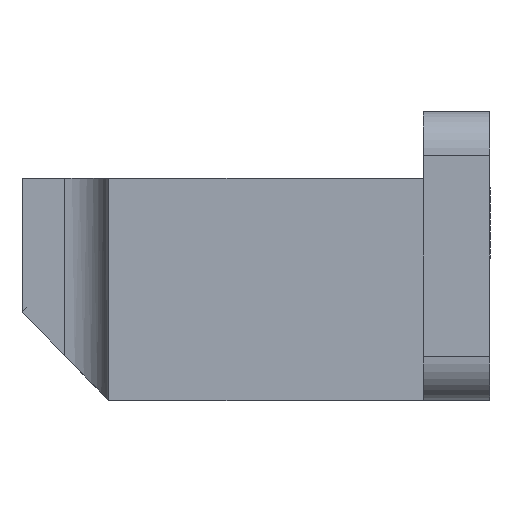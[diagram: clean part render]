
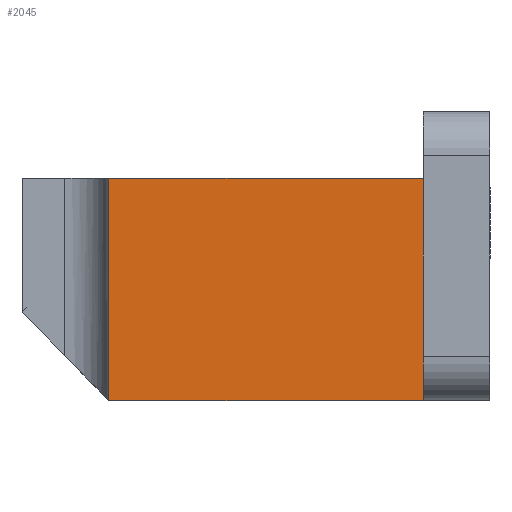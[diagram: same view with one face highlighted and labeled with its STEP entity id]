
A CAD part, left-side view. The second image highlights one B-rep face of the part: STEP entity #2045.
In plain terms, the highlighted planar face has unit normal (-1, 0, 0).
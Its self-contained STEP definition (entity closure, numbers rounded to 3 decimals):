
#50=B_SPLINE_CURVE_WITH_KNOTS('',3,(#3118,#3119,#3120,#3121,#3122,#3123,
#3124,#3125,#3126,#3127,#3128),.UNSPECIFIED.,.F.,.F.,(4,2,3,2,4),(1.347,
1.405,1.529,1.654,1.711),
 .UNSPECIFIED.);
#119=PLANE('',#2252);
#222=FACE_OUTER_BOUND('',#349,.T.);
#349=EDGE_LOOP('',(#1891,#1892,#1893,#1894,#1895,#1896));
#392=LINE('',#2941,#599);
#420=LINE('',#3001,#627);
#457=LINE('',#3138,#664);
#461=LINE('',#3148,#668);
#555=LINE('',#3440,#762);
#599=VECTOR('',#2341,10.);
#627=VECTOR('',#2375,10.);
#664=VECTOR('',#2486,10.);
#668=VECTOR('',#2494,10.);
#762=VECTOR('',#2824,10.);
#878=VERTEX_POINT('',#2938);
#879=VERTEX_POINT('',#2940);
#907=VERTEX_POINT('',#2998);
#908=VERTEX_POINT('',#3000);
#945=VERTEX_POINT('',#3116);
#946=VERTEX_POINT('',#3117);
#1082=EDGE_CURVE('',#879,#878,#392,.T.);
#1112=EDGE_CURVE('',#907,#908,#420,.T.);
#1165=EDGE_CURVE('',#945,#946,#50,.T.);
#1171=EDGE_CURVE('',#878,#945,#457,.T.);
#1177=EDGE_CURVE('',#946,#908,#461,.T.);
#1323=EDGE_CURVE('',#879,#907,#555,.T.);
#1891=ORIENTED_EDGE('',*,*,#1082,.T.);
#1892=ORIENTED_EDGE('',*,*,#1171,.T.);
#1893=ORIENTED_EDGE('',*,*,#1165,.T.);
#1894=ORIENTED_EDGE('',*,*,#1177,.T.);
#1895=ORIENTED_EDGE('',*,*,#1112,.F.);
#1896=ORIENTED_EDGE('',*,*,#1323,.F.);
#2045=ADVANCED_FACE('',(#222),#119,.T.);
#2252=AXIS2_PLACEMENT_3D('',#3444,#2830,#2831);
#2341=DIRECTION('',(0.,-1.,0.));
#2375=DIRECTION('',(0.,-1.,0.));
#2486=DIRECTION('',(0.,0.,1.));
#2494=DIRECTION('',(0.,0.,1.));
#2824=DIRECTION('',(0.,0.,1.));
#2830=DIRECTION('center_axis',(-1.,0.,0.));
#2831=DIRECTION('ref_axis',(0.,-1.,0.));
#2938=CARTESIAN_POINT('',(-19.5,3.,0.));
#2940=CARTESIAN_POINT('',(-19.5,17.1,0.));
#2941=CARTESIAN_POINT('',(-19.5,17.1,0.));
#2998=CARTESIAN_POINT('',(-19.5,17.1,10.));
#3000=CARTESIAN_POINT('',(-19.5,3.,10.));
#3001=CARTESIAN_POINT('',(-19.5,17.1,10.));
#3116=CARTESIAN_POINT('',(-19.5,3.,6.064));
#3117=CARTESIAN_POINT('',(-19.5,3.,9.936));
#3118=CARTESIAN_POINT('Ctrl Pts',(-19.5,3.,6.064));
#3119=CARTESIAN_POINT('Ctrl Pts',(-19.5,3.,6.256));
#3120=CARTESIAN_POINT('Ctrl Pts',(-19.5,2.984,6.487));
#3121=CARTESIAN_POINT('Ctrl Pts',(-19.5,2.927,7.091));
#3122=CARTESIAN_POINT('Ctrl Pts',(-19.5,2.866,7.585));
#3123=CARTESIAN_POINT('Ctrl Pts',(-19.5,2.866,8.));
#3124=CARTESIAN_POINT('Ctrl Pts',(-19.5,2.866,8.415));
#3125=CARTESIAN_POINT('Ctrl Pts',(-19.5,2.927,8.909));
#3126=CARTESIAN_POINT('Ctrl Pts',(-19.5,2.984,9.513));
#3127=CARTESIAN_POINT('Ctrl Pts',(-19.5,3.,9.744));
#3128=CARTESIAN_POINT('Ctrl Pts',(-19.5,3.,9.936));
#3138=CARTESIAN_POINT('',(-19.5,3.,0.));
#3148=CARTESIAN_POINT('',(-19.5,3.,0.));
#3440=CARTESIAN_POINT('',(-19.5,17.1,0.));
#3444=CARTESIAN_POINT('Origin',(-19.5,17.1,0.));
